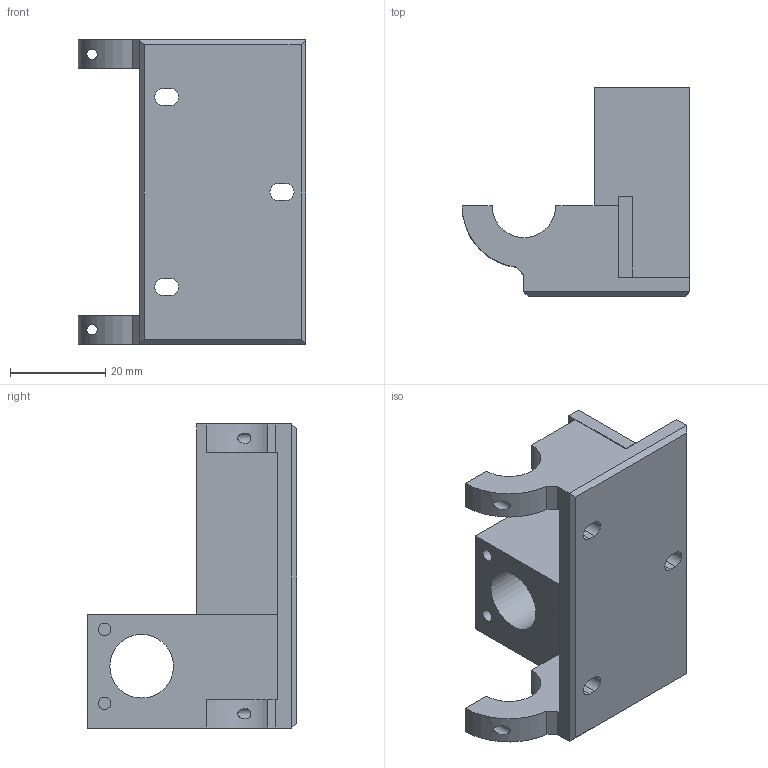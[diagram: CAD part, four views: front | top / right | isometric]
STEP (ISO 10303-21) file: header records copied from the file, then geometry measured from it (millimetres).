
FILE_DESCRIPTION(('FreeCAD Model'),'2;1');
FILE_NAME('StrutGearbox.step','2015-10-29T23:39:52',('Author'),(''), 'Open CASCADE STEP processor 6.8','FreeCAD','Unknown');
FILE_SCHEMA(('AUTOMOTIVE_DESIGN_CC2 { 1 2 10303 214 -1 1 5 4 }'));
Length unit declared in the file: millimetre
Products named in the file (3): Chamfer; Pocket002; Pad003
Bounding box: 47.92 x 44 x 64 mm (x, y, z)
Volume: 31144.9 mm3; surface area: 14703.2 mm2
Topology: 3 solids, 3 shells, 64 faces, 156 edges, 102 vertices
Faces by surface type: plane 47, cylinder 17
Full cylindrical faces by diameter (mm): 2.2 x4, 2.6 x2, 13.4 x1
Entity records: 4452 total; most frequent: CARTESIAN_POINT 1251, DIRECTION 569, LINE 358, VECTOR 358, ORIENTED_EDGE 312, PCURVE 312, DEFINITIONAL_REPRESENTATION 312, EDGE_CURVE 156
